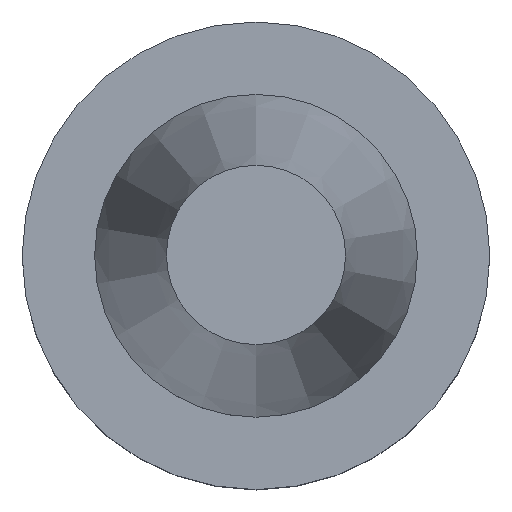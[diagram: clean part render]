
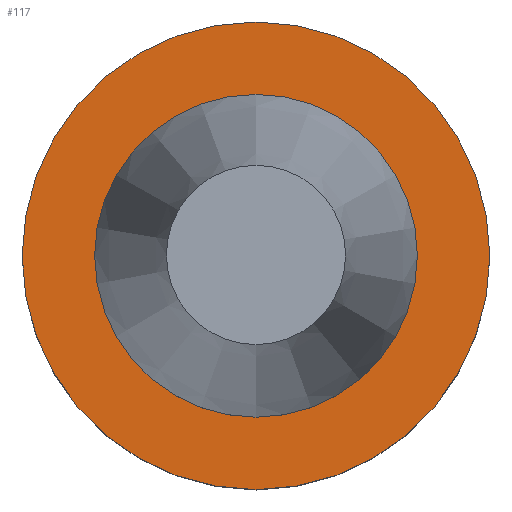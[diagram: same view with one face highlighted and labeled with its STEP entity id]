
A CAD part, top view. The second image highlights one B-rep face of the part: STEP entity #117.
In plain terms, the highlighted planar face has unit normal (0, 0, 1).
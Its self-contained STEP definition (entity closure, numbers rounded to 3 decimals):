
#117=ADVANCED_FACE('Unnamed[1]',(#266,#267),#268,.T.);
#140=EDGE_CURVE('Unnamed[1]',#304,#304,#305,.T.);
#153=EDGE_CURVE('Unnamed[1]',#324,#324,#325,.T.);
#266=FACE_OUTER_BOUND('',#459,.T.);
#267=FACE_BOUND('',#460,.T.);
#268=PLANE('',#461);
#304=VERTEX_POINT('',#506);
#305=CIRCLE('',#507,23.0);
#324=VERTEX_POINT('',#531);
#325=CIRCLE('',#532,15.875);
#459=EDGE_LOOP('',(#652));
#460=EDGE_LOOP('',(#653));
#461=AXIS2_PLACEMENT_3D('',#654,#655,#656);
#506=CARTESIAN_POINT('',(0.,23.0,-1.));
#507=AXIS2_PLACEMENT_3D('',#696,#697,#698);
#531=CARTESIAN_POINT('',(0.,15.875,-1.));
#532=AXIS2_PLACEMENT_3D('',#719,#720,#721);
#652=ORIENTED_EDGE('',*,*,#140,.F.);
#653=ORIENTED_EDGE('',*,*,#153,.T.);
#654=CARTESIAN_POINT('',(0.,19.438,-1.));
#655=DIRECTION('',(0.,0.,1.0));
#656=DIRECTION('',(0.,-1.0,0.));
#696=CARTESIAN_POINT('',(0.,0.,-1.0));
#697=DIRECTION('',(0.,0.,-1.0));
#698=DIRECTION('',(0.,1.0,0.));
#719=CARTESIAN_POINT('',(0.,0.,-1.0));
#720=DIRECTION('',(0.,0.,-1.0));
#721=DIRECTION('',(0.,1.0,0.));
